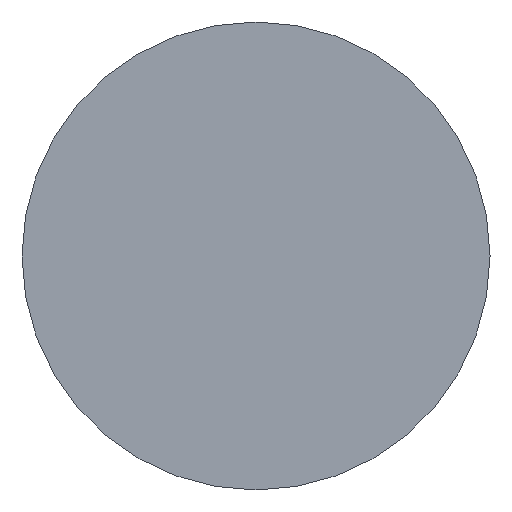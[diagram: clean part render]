
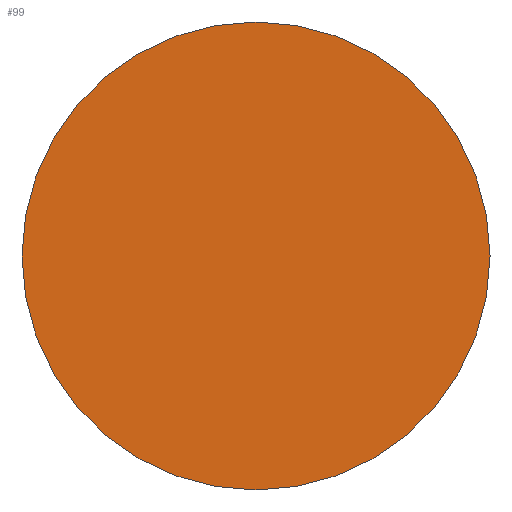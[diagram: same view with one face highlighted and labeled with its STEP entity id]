
A CAD part, front view. The second image highlights one B-rep face of the part: STEP entity #99.
In plain terms, the highlighted planar face has unit normal (0, -1, 0).
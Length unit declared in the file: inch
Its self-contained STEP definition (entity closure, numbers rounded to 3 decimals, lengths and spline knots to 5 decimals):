
#11 = CARTESIAN_POINT ( 'NONE',  ( 0., 0., 0.125 ) ) ;
#18 = EDGE_LOOP ( 'NONE', ( #35, #301 ) ) ;
#35 = ORIENTED_EDGE ( 'NONE', *, *, #128, .T. ) ;
#38 = CIRCLE ( 'NONE', #183, 0.125 ) ;
#53 = DIRECTION ( 'NONE',  ( 0., -1., 0. ) ) ;
#71 = CARTESIAN_POINT ( 'NONE',  ( 0., 0., 0. ) ) ;
#99 = ADVANCED_FACE ( 'NONE', ( #220 ), #264, .T. ) ;
#108 = EDGE_CURVE ( 'NONE', #274, #292, #38, .T. ) ;
#128 = EDGE_CURVE ( 'NONE', #292, #274, #230, .T. ) ;
#153 = AXIS2_PLACEMENT_3D ( 'NONE', #259, #262, #195 ) ;
#161 = DIRECTION ( 'NONE',  ( 0., 0., -1. ) ) ;
#183 = AXIS2_PLACEMENT_3D ( 'NONE', #291, #53, #161 ) ;
#195 = DIRECTION ( 'NONE',  ( 0., 0., -1. ) ) ;
#219 = DIRECTION ( 'NONE',  ( 0., -1., 0. ) ) ;
#220 = FACE_OUTER_BOUND ( 'NONE', #18, .T. ) ;
#230 = CIRCLE ( 'NONE', #249, 0.125 ) ;
#249 = AXIS2_PLACEMENT_3D ( 'NONE', #71, #219, #256 ) ;
#256 = DIRECTION ( 'NONE',  ( 0., 0., -1. ) ) ;
#259 = CARTESIAN_POINT ( 'NONE',  ( 0., 0., 0. ) ) ;
#262 = DIRECTION ( 'NONE',  ( 0., -1., 0. ) ) ;
#264 = PLANE ( 'NONE',  #153 ) ;
#274 = VERTEX_POINT ( 'NONE', #11 ) ;
#291 = CARTESIAN_POINT ( 'NONE',  ( 0., 0., 0. ) ) ;
#292 = VERTEX_POINT ( 'NONE', #303 ) ;
#301 = ORIENTED_EDGE ( 'NONE', *, *, #108, .T. ) ;
#303 = CARTESIAN_POINT ( 'NONE',  ( 0., 0., -0.125 ) ) ;
